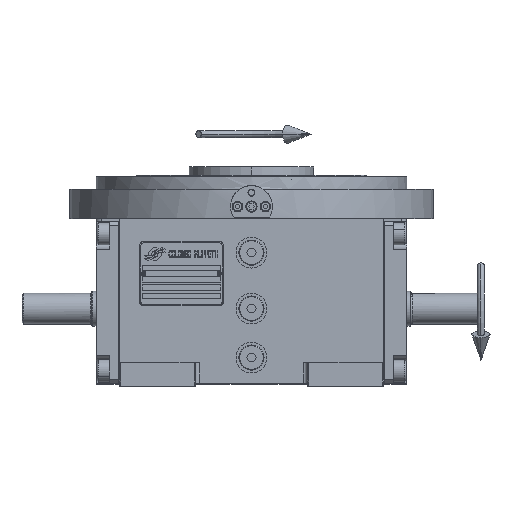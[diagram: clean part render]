
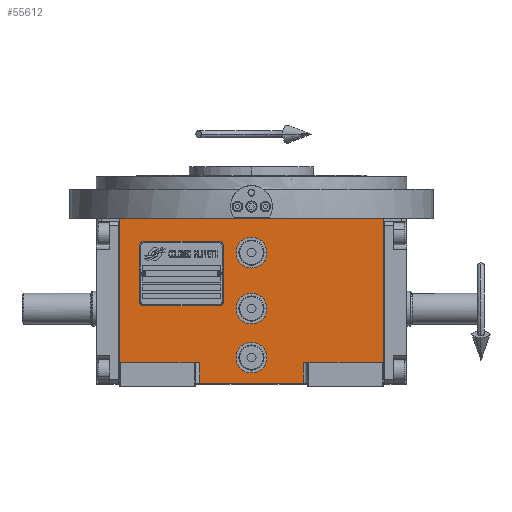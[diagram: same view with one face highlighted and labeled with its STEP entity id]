
A CAD part, top view. The second image highlights one B-rep face of the part: STEP entity #55612.
In plain terms, the highlighted planar face has unit normal (0, 0, 1).
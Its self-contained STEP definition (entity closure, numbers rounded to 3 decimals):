
#133 = ORIENTED_EDGE ( 'NONE', *, *, #55574, .F. ) ;
#647 = DIRECTION ( 'NONE',  ( 0., 0., 1. ) ) ;
#672 = CARTESIAN_POINT ( 'NONE',  ( 11., -35., 163.5 ) ) ;
#814 = DIRECTION ( 'NONE',  ( 1., 0., 0. ) ) ;
#985 = LINE ( 'NONE', #37556, #62464 ) ;
#1062 = VERTEX_POINT ( 'NONE', #19602 ) ;
#1250 = EDGE_CURVE ( 'NONE', #51047, #18070, #64350, .T. ) ;
#3237 = CIRCLE ( 'NONE', #14211, 11. ) ;
#4211 = DIRECTION ( 'NONE',  ( 1., 0., 0. ) ) ;
#4278 = VERTEX_POINT ( 'NONE', #30764 ) ;
#5858 = EDGE_CURVE ( 'NONE', #9604, #62191, #17671, .T. ) ;
#5891 = CARTESIAN_POINT ( 'NONE',  ( -94.5, -38.5, 163.5 ) ) ;
#5900 = AXIS2_PLACEMENT_3D ( 'NONE', #14884, #45935, #4211 ) ;
#5954 = CIRCLE ( 'NONE', #5900, 11. ) ;
#6020 = CARTESIAN_POINT ( 'NONE',  ( 11., 0., 163.5 ) ) ;
#7438 = VERTEX_POINT ( 'NONE', #32761 ) ;
#8349 = LINE ( 'NONE', #12823, #35295 ) ;
#8575 = DIRECTION ( 'NONE',  ( -1., 0., 0. ) ) ;
#8907 = EDGE_CURVE ( 'NONE', #9604, #31628, #24972, .T. ) ;
#9244 = DIRECTION ( 'NONE',  ( 0., 0., 1. ) ) ;
#9604 = VERTEX_POINT ( 'NONE', #43469 ) ;
#9880 = VECTOR ( 'NONE', #47379, 1000. ) ;
#10107 = EDGE_LOOP ( 'NONE', ( #57200, #25798, #44905, #28329, #51559, #30649, #21640, #12393 ) ) ;
#10458 = ORIENTED_EDGE ( 'NONE', *, *, #48540, .F. ) ;
#10792 = CARTESIAN_POINT ( 'NONE',  ( 94.5, -38.5, 163.5 ) ) ;
#10869 = CIRCLE ( 'NONE', #58181, 11. ) ;
#11317 = AXIS2_PLACEMENT_3D ( 'NONE', #40150, #18809, #18475 ) ;
#11837 = VECTOR ( 'NONE', #37636, 1000. ) ;
#12393 = ORIENTED_EDGE ( 'NONE', *, *, #56276, .F. ) ;
#12823 = CARTESIAN_POINT ( 'NONE',  ( -94.5, 64.5, 163.5 ) ) ;
#14211 = AXIS2_PLACEMENT_3D ( 'NONE', #47886, #647, #17228 ) ;
#14884 = CARTESIAN_POINT ( 'NONE',  ( 0., 0., 163.5 ) ) ;
#17228 = DIRECTION ( 'NONE',  ( -1., 0., 0. ) ) ;
#17671 = LINE ( 'NONE', #32471, #55472 ) ;
#17831 = DIRECTION ( 'NONE',  ( 0., 1., 0. ) ) ;
#18070 = VERTEX_POINT ( 'NONE', #20063 ) ;
#18475 = DIRECTION ( 'NONE',  ( 1., 0., 0. ) ) ;
#18608 = DIRECTION ( 'NONE',  ( 1., 0., 0. ) ) ;
#18809 = DIRECTION ( 'NONE',  ( 0., 0., 1. ) ) ;
#18823 = ORIENTED_EDGE ( 'NONE', *, *, #63242, .F. ) ;
#18946 = FACE_BOUND ( 'NONE', #35493, .T. ) ;
#19272 = FACE_BOUND ( 'NONE', #51146, .T. ) ;
#19440 = CARTESIAN_POINT ( 'NONE',  ( -37., -38.5, 163.5 ) ) ;
#19572 = VECTOR ( 'NONE', #19826, 1000. ) ;
#19602 = CARTESIAN_POINT ( 'NONE',  ( -11., 0., 163.5 ) ) ;
#19826 = DIRECTION ( 'NONE',  ( 0., -1., 0. ) ) ;
#20063 = CARTESIAN_POINT ( 'NONE',  ( -94.5, 64.5, 163.5 ) ) ;
#20185 = LINE ( 'NONE', #36381, #9880 ) ;
#21494 = DIRECTION ( 'NONE',  ( -1., 0., 0. ) ) ;
#21640 = ORIENTED_EDGE ( 'NONE', *, *, #36905, .T. ) ;
#21740 = EDGE_CURVE ( 'NONE', #50094, #31628, #63921, .T. ) ;
#22657 = CIRCLE ( 'NONE', #65603, 11. ) ;
#23444 = ORIENTED_EDGE ( 'NONE', *, *, #44716, .F. ) ;
#24433 = CARTESIAN_POINT ( 'NONE',  ( 0., 40., 163.5 ) ) ;
#24760 = DIRECTION ( 'NONE',  ( 0., 0., 1. ) ) ;
#24972 = LINE ( 'NONE', #51831, #19572 ) ;
#25656 = CARTESIAN_POINT ( 'NONE',  ( 37., -53.5, 163.5 ) ) ;
#25798 = ORIENTED_EDGE ( 'NONE', *, *, #8907, .F. ) ;
#26680 = CARTESIAN_POINT ( 'NONE',  ( -37., -53.5, 163.5 ) ) ;
#26964 = VERTEX_POINT ( 'NONE', #55891 ) ;
#27011 = EDGE_CURVE ( 'NONE', #18070, #40426, #8349, .T. ) ;
#27552 = CARTESIAN_POINT ( 'NONE',  ( 0., 40., 163.5 ) ) ;
#28329 = ORIENTED_EDGE ( 'NONE', *, *, #53985, .T. ) ;
#29268 = FACE_BOUND ( 'NONE', #56174, .T. ) ;
#29469 = AXIS2_PLACEMENT_3D ( 'NONE', #27552, #33747, #43403 ) ;
#30649 = ORIENTED_EDGE ( 'NONE', *, *, #1250, .F. ) ;
#30764 = CARTESIAN_POINT ( 'NONE',  ( -11., 40., 163.5 ) ) ;
#30799 = VECTOR ( 'NONE', #17831, 1000. ) ;
#31628 = VERTEX_POINT ( 'NONE', #25656 ) ;
#32197 = CARTESIAN_POINT ( 'NONE',  ( 0., 0., 163.5 ) ) ;
#32471 = CARTESIAN_POINT ( 'NONE',  ( 37., -38.5, 163.5 ) ) ;
#32761 = CARTESIAN_POINT ( 'NONE',  ( 11., 40., 163.5 ) ) ;
#33414 = CARTESIAN_POINT ( 'NONE',  ( 94.5, 64.5, 163.5 ) ) ;
#33747 = DIRECTION ( 'NONE',  ( 0., 0., 1. ) ) ;
#35295 = VECTOR ( 'NONE', #49008, 1000. ) ;
#35493 = EDGE_LOOP ( 'NONE', ( #47393, #133 ) ) ;
#35782 = PLANE ( 'NONE',  #50541 ) ;
#36381 = CARTESIAN_POINT ( 'NONE',  ( -37., -53.5, 163.5 ) ) ;
#36905 = EDGE_CURVE ( 'NONE', #51047, #57949, #47605, .T. ) ;
#37556 = CARTESIAN_POINT ( 'NONE',  ( 94.5, -38.5, 163.5 ) ) ;
#37636 = DIRECTION ( 'NONE',  ( 1., 0., 0. ) ) ;
#38955 = EDGE_CURVE ( 'NONE', #26964, #43190, #3237, .T. ) ;
#40150 = CARTESIAN_POINT ( 'NONE',  ( 0., -35., 163.5 ) ) ;
#40426 = VERTEX_POINT ( 'NONE', #33414 ) ;
#43190 = VERTEX_POINT ( 'NONE', #672 ) ;
#43403 = DIRECTION ( 'NONE',  ( 1., 0., 0. ) ) ;
#43469 = CARTESIAN_POINT ( 'NONE',  ( 37., -38.5, 163.5 ) ) ;
#43849 = DIRECTION ( 'NONE',  ( 1., 0., 0. ) ) ;
#44716 = EDGE_CURVE ( 'NONE', #43190, #26964, #63097, .T. ) ;
#44905 = ORIENTED_EDGE ( 'NONE', *, *, #5858, .T. ) ;
#45935 = DIRECTION ( 'NONE',  ( 0., 0., 1. ) ) ;
#47379 = DIRECTION ( 'NONE',  ( 0., 1., 0. ) ) ;
#47393 = ORIENTED_EDGE ( 'NONE', *, *, #53906, .F. ) ;
#47605 = LINE ( 'NONE', #5891, #11837 ) ;
#47886 = CARTESIAN_POINT ( 'NONE',  ( 0., -35., 163.5 ) ) ;
#48476 = CARTESIAN_POINT ( 'NONE',  ( -94.5, -38.5, 163.5 ) ) ;
#48540 = EDGE_CURVE ( 'NONE', #60850, #1062, #5954, .T. ) ;
#48887 = DIRECTION ( 'NONE',  ( 0., 1., 0. ) ) ;
#49008 = DIRECTION ( 'NONE',  ( 1., 0., 0. ) ) ;
#50094 = VERTEX_POINT ( 'NONE', #57941 ) ;
#50541 = AXIS2_PLACEMENT_3D ( 'NONE', #56439, #24760, #18608 ) ;
#51047 = VERTEX_POINT ( 'NONE', #57771 ) ;
#51146 = EDGE_LOOP ( 'NONE', ( #10458, #18823 ) ) ;
#51559 = ORIENTED_EDGE ( 'NONE', *, *, #27011, .F. ) ;
#51831 = CARTESIAN_POINT ( 'NONE',  ( 37., -38.5, 163.5 ) ) ;
#53795 = VECTOR ( 'NONE', #814, 1000. ) ;
#53906 = EDGE_CURVE ( 'NONE', #7438, #4278, #66890, .T. ) ;
#53985 = EDGE_CURVE ( 'NONE', #62191, #40426, #985, .T. ) ;
#55472 = VECTOR ( 'NONE', #43849, 1000. ) ;
#55574 = EDGE_CURVE ( 'NONE', #4278, #7438, #10869, .T. ) ;
#55612 = ADVANCED_FACE ( 'NONE', ( #19272, #29268, #18946, #55778 ), #35782, .T. ) ;
#55778 = FACE_OUTER_BOUND ( 'NONE', #10107, .T. ) ;
#55891 = CARTESIAN_POINT ( 'NONE',  ( -11., -35., 163.5 ) ) ;
#56174 = EDGE_LOOP ( 'NONE', ( #23444, #67114 ) ) ;
#56276 = EDGE_CURVE ( 'NONE', #50094, #57949, #20185, .T. ) ;
#56439 = CARTESIAN_POINT ( 'NONE',  ( -94.5, -53.5, 163.5 ) ) ;
#57200 = ORIENTED_EDGE ( 'NONE', *, *, #21740, .T. ) ;
#57771 = CARTESIAN_POINT ( 'NONE',  ( -94.5, -38.5, 163.5 ) ) ;
#57941 = CARTESIAN_POINT ( 'NONE',  ( -37., -53.5, 163.5 ) ) ;
#57949 = VERTEX_POINT ( 'NONE', #19440 ) ;
#58181 = AXIS2_PLACEMENT_3D ( 'NONE', #24433, #9244, #8575 ) ;
#58705 = DIRECTION ( 'NONE',  ( 0., 0., 1. ) ) ;
#60850 = VERTEX_POINT ( 'NONE', #6020 ) ;
#62191 = VERTEX_POINT ( 'NONE', #10792 ) ;
#62464 = VECTOR ( 'NONE', #48887, 1000. ) ;
#63097 = CIRCLE ( 'NONE', #11317, 11. ) ;
#63242 = EDGE_CURVE ( 'NONE', #1062, #60850, #22657, .T. ) ;
#63921 = LINE ( 'NONE', #26680, #53795 ) ;
#64350 = LINE ( 'NONE', #48476, #30799 ) ;
#65603 = AXIS2_PLACEMENT_3D ( 'NONE', #32197, #58705, #21494 ) ;
#66890 = CIRCLE ( 'NONE', #29469, 11. ) ;
#67114 = ORIENTED_EDGE ( 'NONE', *, *, #38955, .F. ) ;
